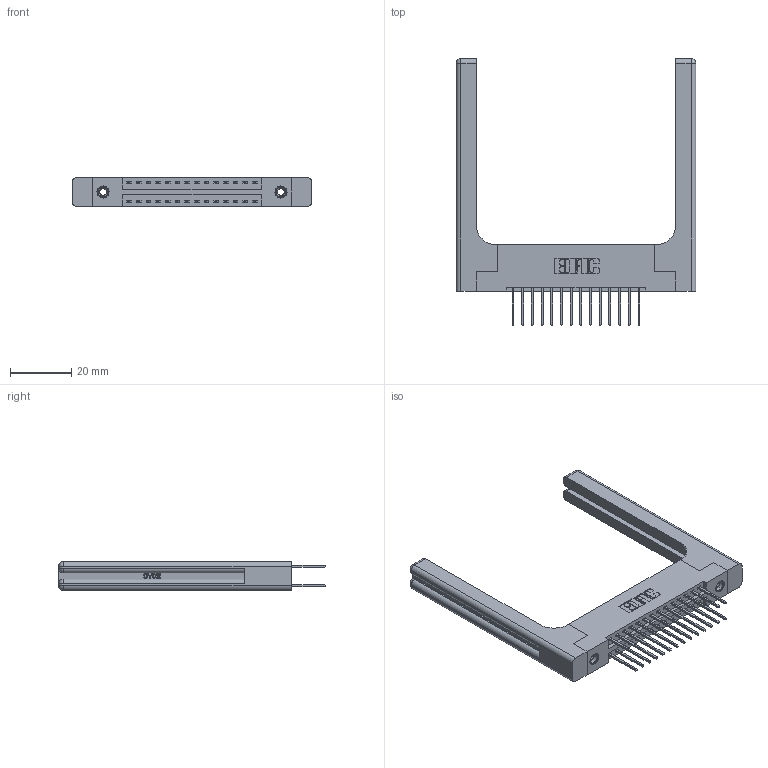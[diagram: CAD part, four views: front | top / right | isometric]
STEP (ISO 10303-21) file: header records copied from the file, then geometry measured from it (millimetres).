
FILE_DESCRIPTION (( 'STEP AP203' ), '1' );
FILE_NAME ('346-028-522-258.STEP', '2022-05-19T04:02:40', ( '' ), ( '' ), 'SwSTEP 2.0', 'SolidWorks 2020', '' );
FILE_SCHEMA (( 'CONFIG_CONTROL_DESIGN' ));
Length unit declared in the file: inch
Products named in the file (5): 345-292-001_345-293-122; 346 Part_Flush Mounting Lugs - 0.156 Dia-TH; 346-220-058_345-220-058; 346-028-522-258; 345-250-001_345-250-001-102
Assembly tree (33 placements, depth 2):
  346-028-522-258
    346 Part_Flush Mounting Lugs - 0.156 Dia-TH
    345-292-001_345-293-122  x28
    345-250-001_345-250-001-102  x2
    346-220-058_345-220-058  x2
Bounding box: 78.51 x 87.38 x 9.4 mm (x, y, z)
Volume: 14986.3 mm3; surface area: 15198.1 mm2
Topology: 33 solids, 33 shells, 1848 faces, 5371 edges, 3522 vertices
Faces by surface type: plane 1218, cylinder 570, bspline 36, cone 12, sphere 8, torus 4
Entity records: 18522 total; most frequent: CARTESIAN_POINT 4103, ORIENTED_EDGE 2832, DIRECTION 2600, EDGE_CURVE 1416, VECTOR 1136, LINE 1136, VERTEX_POINT 934, AXIS2_PLACEMENT_3D 732
